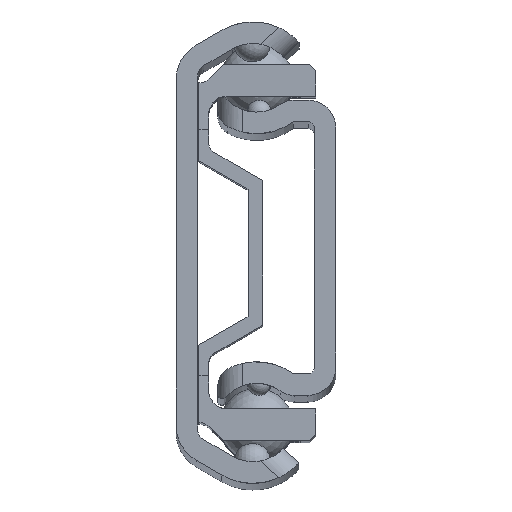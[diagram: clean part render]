
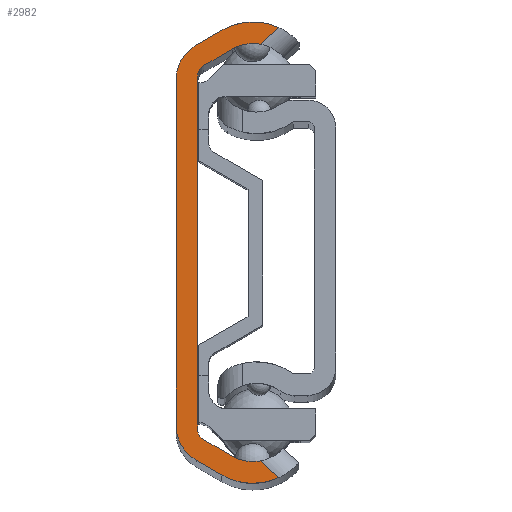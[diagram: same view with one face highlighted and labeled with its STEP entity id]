
A CAD part, top view. The second image highlights one B-rep face of the part: STEP entity #2982.
In plain terms, the highlighted planar face has unit normal (0, 0, 1).
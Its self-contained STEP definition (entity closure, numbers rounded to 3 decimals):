
#327=FACE_OUTER_BOUND('',#473,.T.);
#473=EDGE_LOOP('',(#2380,#2381,#2382,#2383,#2384,#2385,#2386,#2387,#2388,
#2389,#2390,#2391,#2392,#2393,#2394,#2395));
#623=CIRCLE('',#3239,3.3);
#631=CIRCLE('',#3250,3.3);
#632=CIRCLE('',#3253,5.05);
#633=CIRCLE('',#3254,3.3);
#634=CIRCLE('',#3255,3.3);
#635=CIRCLE('',#3256,5.05);
#636=CIRCLE('',#3257,1.);
#637=CIRCLE('',#3258,1.);
#817=LINE('',#6439,#1037);
#819=LINE('',#6445,#1039);
#820=LINE('',#6449,#1040);
#821=LINE('',#6453,#1041);
#822=LINE('',#6456,#1042);
#823=LINE('',#6458,#1043);
#824=LINE('',#6462,#1044);
#825=LINE('',#6465,#1045);
#1037=VECTOR('',#3852,10.);
#1039=VECTOR('',#3858,10.);
#1040=VECTOR('',#3861,10.);
#1041=VECTOR('',#3864,10.);
#1042=VECTOR('',#3867,10.);
#1043=VECTOR('',#3868,10.);
#1044=VECTOR('',#3871,10.);
#1045=VECTOR('',#3874,10.);
#1305=VERTEX_POINT('',#6236);
#1306=VERTEX_POINT('',#6238);
#1324=VERTEX_POINT('',#6370);
#1325=VERTEX_POINT('',#6405);
#1327=VERTEX_POINT('',#6410);
#1328=VERTEX_POINT('',#6442);
#1329=VERTEX_POINT('',#6444);
#1330=VERTEX_POINT('',#6446);
#1331=VERTEX_POINT('',#6448);
#1332=VERTEX_POINT('',#6450);
#1333=VERTEX_POINT('',#6452);
#1334=VERTEX_POINT('',#6454);
#1335=VERTEX_POINT('',#6457);
#1336=VERTEX_POINT('',#6459);
#1337=VERTEX_POINT('',#6461);
#1338=VERTEX_POINT('',#6463);
#1679=EDGE_CURVE('',#1305,#1306,#623,.T.);
#1701=EDGE_CURVE('',#1324,#1325,#631,.T.);
#1704=EDGE_CURVE('',#1327,#1324,#817,.T.);
#1706=EDGE_CURVE('',#1328,#1327,#632,.T.);
#1707=EDGE_CURVE('',#1329,#1328,#819,.T.);
#1708=EDGE_CURVE('',#1330,#1329,#633,.T.);
#1709=EDGE_CURVE('',#1331,#1330,#820,.T.);
#1710=EDGE_CURVE('',#1332,#1331,#634,.T.);
#1711=EDGE_CURVE('',#1333,#1332,#821,.T.);
#1712=EDGE_CURVE('',#1334,#1333,#635,.T.);
#1713=EDGE_CURVE('',#1306,#1334,#822,.T.);
#1714=EDGE_CURVE('',#1335,#1305,#823,.T.);
#1715=EDGE_CURVE('',#1336,#1335,#636,.T.);
#1716=EDGE_CURVE('',#1337,#1336,#824,.T.);
#1717=EDGE_CURVE('',#1338,#1337,#637,.T.);
#1718=EDGE_CURVE('',#1325,#1338,#825,.T.);
#2380=ORIENTED_EDGE('',*,*,#1704,.F.);
#2381=ORIENTED_EDGE('',*,*,#1706,.F.);
#2382=ORIENTED_EDGE('',*,*,#1707,.F.);
#2383=ORIENTED_EDGE('',*,*,#1708,.F.);
#2384=ORIENTED_EDGE('',*,*,#1709,.F.);
#2385=ORIENTED_EDGE('',*,*,#1710,.F.);
#2386=ORIENTED_EDGE('',*,*,#1711,.F.);
#2387=ORIENTED_EDGE('',*,*,#1712,.F.);
#2388=ORIENTED_EDGE('',*,*,#1713,.F.);
#2389=ORIENTED_EDGE('',*,*,#1679,.F.);
#2390=ORIENTED_EDGE('',*,*,#1714,.F.);
#2391=ORIENTED_EDGE('',*,*,#1715,.F.);
#2392=ORIENTED_EDGE('',*,*,#1716,.F.);
#2393=ORIENTED_EDGE('',*,*,#1717,.F.);
#2394=ORIENTED_EDGE('',*,*,#1718,.F.);
#2395=ORIENTED_EDGE('',*,*,#1701,.F.);
#2725=PLANE('',#3252);
#2982=ADVANCED_FACE('',(#327),#2725,.T.);
#3239=AXIS2_PLACEMENT_3D('',#6239,#3815,#3816);
#3250=AXIS2_PLACEMENT_3D('',#6406,#3847,#3848);
#3252=AXIS2_PLACEMENT_3D('',#6441,#3854,#3855);
#3253=AXIS2_PLACEMENT_3D('',#6443,#3856,#3857);
#3254=AXIS2_PLACEMENT_3D('',#6447,#3859,#3860);
#3255=AXIS2_PLACEMENT_3D('',#6451,#3862,#3863);
#3256=AXIS2_PLACEMENT_3D('',#6455,#3865,#3866);
#3257=AXIS2_PLACEMENT_3D('',#6460,#3869,#3870);
#3258=AXIS2_PLACEMENT_3D('',#6464,#3872,#3873);
#3815=DIRECTION('center_axis',(0.,0.,1.));
#3816=DIRECTION('ref_axis',(-0.5,-0.866,0.));
#3847=DIRECTION('center_axis',(0.,0.,1.));
#3848=DIRECTION('ref_axis',(0.745,0.667,0.));
#3852=DIRECTION('',(-0.737,-0.676,0.));
#3854=DIRECTION('center_axis',(0.,0.,1.));
#3855=DIRECTION('ref_axis',(1.,0.,0.));
#3856=DIRECTION('center_axis',(0.,0.,-1.));
#3857=DIRECTION('ref_axis',(-0.743,-0.67,0.));
#3858=DIRECTION('',(0.866,0.5,0.));
#3859=DIRECTION('center_axis',(0.,0.,-1.));
#3860=DIRECTION('ref_axis',(0.5,-0.866,0.));
#3861=DIRECTION('',(0.,1.,0.));
#3862=DIRECTION('center_axis',(0.,0.,-1.));
#3863=DIRECTION('ref_axis',(1.,0.,0.));
#3864=DIRECTION('',(-0.866,0.5,0.));
#3865=DIRECTION('center_axis',(0.,0.,-1.));
#3866=DIRECTION('ref_axis',(0.5,0.866,0.));
#3867=DIRECTION('',(0.737,-0.676,0.));
#3868=DIRECTION('',(0.866,-0.5,0.));
#3869=DIRECTION('center_axis',(0.,0.,1.));
#3870=DIRECTION('ref_axis',(-1.,0.,0.));
#3871=DIRECTION('',(0.,-1.,0.));
#3872=DIRECTION('center_axis',(0.,0.,1.));
#3873=DIRECTION('ref_axis',(-0.5,0.866,0.));
#3874=DIRECTION('',(-0.866,-0.5,0.));
#6236=CARTESIAN_POINT('',(-1.659,-16.555,158.5));
#6238=CARTESIAN_POINT('',(0.624,-16.936,158.5));
#6239=CARTESIAN_POINT('Origin',(-0.009,-13.698,
158.5));
#6370=CARTESIAN_POINT('',(0.633,16.941,158.5));
#6405=CARTESIAN_POINT('',(-1.65,16.56,158.5));
#6406=CARTESIAN_POINT('Origin',(0.,13.702,158.5));
#6410=CARTESIAN_POINT('',(2.107,18.292,158.5));
#6439=CARTESIAN_POINT('',(-3.832,12.85,158.5));
#6441=CARTESIAN_POINT('Origin',(-3.523,0.004,158.5));
#6442=CARTESIAN_POINT('',(-2.525,18.076,158.5));
#6443=CARTESIAN_POINT('Origin',(0.,13.702,158.5));
#6444=CARTESIAN_POINT('',(-4.6,16.878,158.5));
#6445=CARTESIAN_POINT('',(-4.6,16.878,158.5));
#6446=CARTESIAN_POINT('',(-6.25,14.02,158.5));
#6447=CARTESIAN_POINT('Origin',(-2.95,14.02,158.5));
#6448=CARTESIAN_POINT('',(-6.25,-14.02,158.5));
#6449=CARTESIAN_POINT('',(-6.25,-14.02,158.5));
#6450=CARTESIAN_POINT('',(-4.6,-16.878,158.5));
#6451=CARTESIAN_POINT('Origin',(-2.95,-14.02,158.5));
#6452=CARTESIAN_POINT('',(-2.534,-18.071,158.5));
#6453=CARTESIAN_POINT('',(-2.534,-18.071,158.5));
#6454=CARTESIAN_POINT('',(2.098,-18.287,158.5));
#6455=CARTESIAN_POINT('Origin',(-0.009,-13.698,
158.5));
#6456=CARTESIAN_POINT('',(-4.484,-12.255,158.5));
#6457=CARTESIAN_POINT('',(-4.,-15.204,158.5));
#6458=CARTESIAN_POINT('',(-4.,-15.204,158.5));
#6459=CARTESIAN_POINT('',(-4.5,-14.338,158.5));
#6460=CARTESIAN_POINT('Origin',(-3.5,-14.338,158.5));
#6461=CARTESIAN_POINT('',(-4.5,14.338,158.5));
#6462=CARTESIAN_POINT('',(-4.5,14.338,158.5));
#6463=CARTESIAN_POINT('',(-4.,15.204,158.5));
#6464=CARTESIAN_POINT('Origin',(-3.5,14.338,158.5));
#6465=CARTESIAN_POINT('',(-1.65,16.56,158.5));
